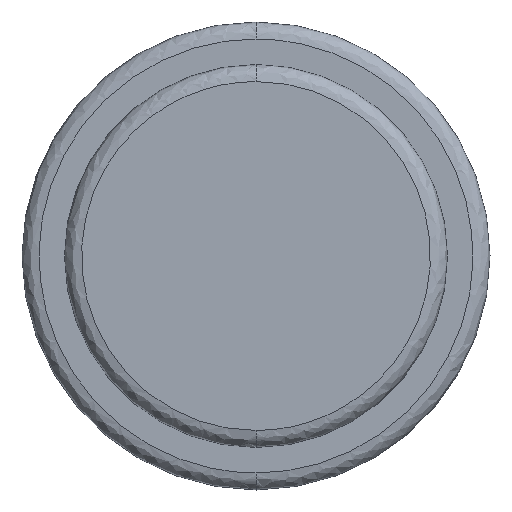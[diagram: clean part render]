
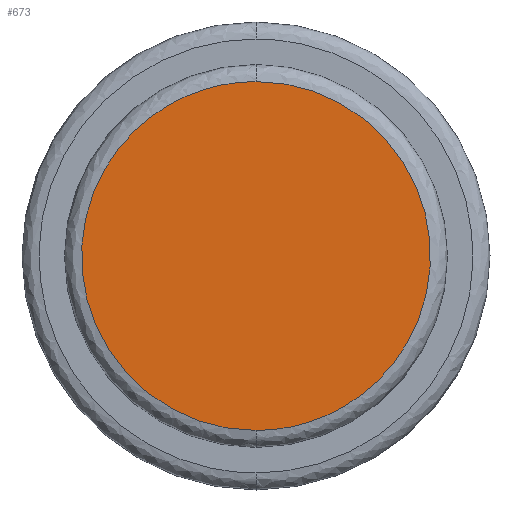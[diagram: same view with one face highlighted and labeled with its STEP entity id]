
A CAD part, front view. The second image highlights one B-rep face of the part: STEP entity #673.
In plain terms, the highlighted planar face has unit normal (0, -1, 0).
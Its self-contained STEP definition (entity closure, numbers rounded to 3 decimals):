
#76 = ORIENTED_EDGE ( 'NONE', *, *, #176, .F. ) ;
#99 = AXIS2_PLACEMENT_3D ( 'NONE', #712, #651, #345 ) ;
#165 = CARTESIAN_POINT ( 'NONE',  ( 0., -22., -20.5 ) ) ;
#176 = EDGE_CURVE ( 'NONE', #427, #728, #456, .T. ) ;
#207 = CARTESIAN_POINT ( 'NONE',  ( -41., -22., -20.5 ) ) ;
#225 = CARTESIAN_POINT ( 'NONE',  ( 0., -22., -20.5 ) ) ;
#241 = EDGE_LOOP ( 'NONE', ( #552, #76 ) ) ;
#272 = CARTESIAN_POINT ( 'NONE',  ( 0., -22., 20.5 ) ) ;
#275 = FACE_OUTER_BOUND ( 'NONE', #241, .T. ) ;
#276 = CARTESIAN_POINT ( 'NONE',  ( 0., -22., -20.5 ) ) ;
#284 = CARTESIAN_POINT ( 'NONE',  ( -41., -22., 20.5 ) ) ;
#345 = DIRECTION ( 'NONE',  ( 0., 0., -1. ) ) ;
#396 = CARTESIAN_POINT ( 'NONE',  ( 0., -22., 20.5 ) ) ;
#427 = VERTEX_POINT ( 'NONE', #165 ) ;
#456 =( BOUNDED_CURVE ( )  B_SPLINE_CURVE ( 3, ( #276, #207, #284, #396 ),
 .UNSPECIFIED., .F., .T. ) 
 B_SPLINE_CURVE_WITH_KNOTS ( ( 4, 4 ),
 ( 0., 1. ),
 .UNSPECIFIED. ) 
 CURVE ( )  GEOMETRIC_REPRESENTATION_ITEM ( )  RATIONAL_B_SPLINE_CURVE ( ( 1., 0.333, 0.333, 1. ) ) 
 REPRESENTATION_ITEM ( '' )  );
#515 = CARTESIAN_POINT ( 'NONE',  ( 41., -22., 20.5 ) ) ;
#523 = PLANE ( 'NONE',  #99 ) ;
#552 = ORIENTED_EDGE ( 'NONE', *, *, #772, .F. ) ;
#637 =( BOUNDED_CURVE ( )  B_SPLINE_CURVE ( 3, ( #272, #515, #779, #225 ),
 .UNSPECIFIED., .F., .T. ) 
 B_SPLINE_CURVE_WITH_KNOTS ( ( 4, 4 ),
 ( 0., 1. ),
 .UNSPECIFIED. ) 
 CURVE ( )  GEOMETRIC_REPRESENTATION_ITEM ( )  RATIONAL_B_SPLINE_CURVE ( ( 1., 0.333, 0.333, 1. ) ) 
 REPRESENTATION_ITEM ( '' )  );
#643 = CARTESIAN_POINT ( 'NONE',  ( 0., -22., 20.5 ) ) ;
#651 = DIRECTION ( 'NONE',  ( 0., -1., 0. ) ) ;
#673 = ADVANCED_FACE ( 'NONE', ( #275 ), #523, .T. ) ;
#712 = CARTESIAN_POINT ( 'NONE',  ( 0., -22., 0. ) ) ;
#728 = VERTEX_POINT ( 'NONE', #643 ) ;
#772 = EDGE_CURVE ( 'NONE', #728, #427, #637, .T. ) ;
#779 = CARTESIAN_POINT ( 'NONE',  ( 41., -22., -20.5 ) ) ;
